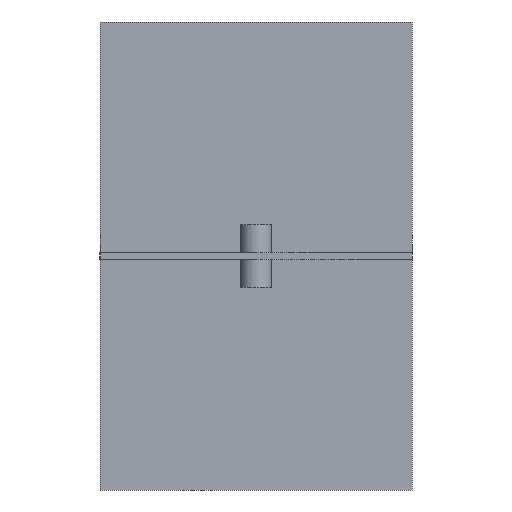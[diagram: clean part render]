
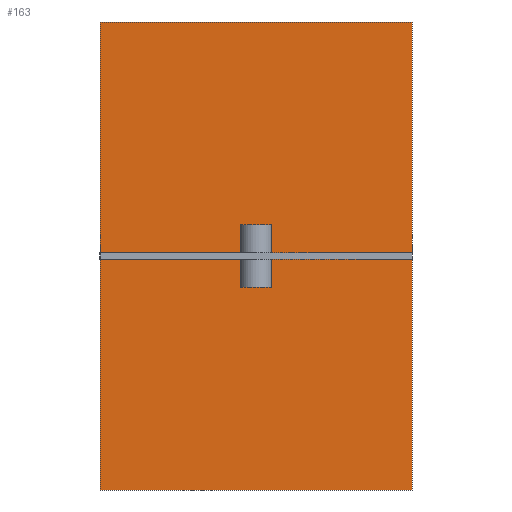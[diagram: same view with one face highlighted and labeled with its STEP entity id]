
A CAD part, front view. The second image highlights one B-rep face of the part: STEP entity #163.
In plain terms, the highlighted planar face has unit normal (0, -1, 0).
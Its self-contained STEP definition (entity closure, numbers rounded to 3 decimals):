
#47 = EDGE_CURVE('',#48,#50,#52,.T.);
#48 = VERTEX_POINT('',#49);
#49 = CARTESIAN_POINT('',(0.5,-0.5,-0.75));
#50 = VERTEX_POINT('',#51);
#51 = CARTESIAN_POINT('',(0.5,-0.5,0.75));
#52 = SURFACE_CURVE('',#53,(#57,#69),.PCURVE_S1.);
#53 = LINE('',#54,#55);
#54 = CARTESIAN_POINT('',(0.5,-0.5,-0.75));
#55 = VECTOR('',#56,1.);
#56 = DIRECTION('',(0.,0.,1.));
#57 = PCURVE('',#58,#63);
#58 = PLANE('',#59);
#59 = AXIS2_PLACEMENT_3D('',#60,#61,#62);
#60 = CARTESIAN_POINT('',(0.5,-0.5,-0.75));
#61 = DIRECTION('',(1.,0.,0.));
#62 = DIRECTION('',(0.,0.,1.));
#63 = DEFINITIONAL_REPRESENTATION('',(#64),#68);
#64 = LINE('',#65,#66);
#65 = CARTESIAN_POINT('',(0.,0.));
#66 = VECTOR('',#67,1.);
#67 = DIRECTION('',(1.,0.));
#68 = ( GEOMETRIC_REPRESENTATION_CONTEXT(2) 
PARAMETRIC_REPRESENTATION_CONTEXT() REPRESENTATION_CONTEXT('2D SPACE',''
  ) );
#69 = PCURVE('',#70,#75);
#70 = PLANE('',#71);
#71 = AXIS2_PLACEMENT_3D('',#72,#73,#74);
#72 = CARTESIAN_POINT('',(-0.5,-0.5,-0.75));
#73 = DIRECTION('',(0.,1.,0.));
#74 = DIRECTION('',(0.,0.,1.));
#75 = DEFINITIONAL_REPRESENTATION('',(#76),#80);
#76 = LINE('',#77,#78);
#77 = CARTESIAN_POINT('',(0.,1.));
#78 = VECTOR('',#79,1.);
#79 = DIRECTION('',(1.,0.));
#80 = ( GEOMETRIC_REPRESENTATION_CONTEXT(2) 
PARAMETRIC_REPRESENTATION_CONTEXT() REPRESENTATION_CONTEXT('2D SPACE',''
  ) );
#98 = PLANE('',#99);
#99 = AXIS2_PLACEMENT_3D('',#100,#101,#102);
#100 = CARTESIAN_POINT('',(-0.5,-0.5,-0.75));
#101 = DIRECTION('',(0.,0.,1.));
#102 = DIRECTION('',(1.,0.,0.));
#152 = PLANE('',#153);
#153 = AXIS2_PLACEMENT_3D('',#154,#155,#156);
#154 = CARTESIAN_POINT('',(-0.5,-0.5,0.75));
#155 = DIRECTION('',(0.,0.,1.));
#156 = DIRECTION('',(1.,0.,0.));
#163 = ADVANCED_FACE('',(#164),#70,.F.);
#164 = FACE_BOUND('',#165,.F.);
#165 = EDGE_LOOP('',(#166,#189,#217,#238));
#166 = ORIENTED_EDGE('',*,*,#167,.F.);
#167 = EDGE_CURVE('',#168,#48,#170,.T.);
#168 = VERTEX_POINT('',#169);
#169 = CARTESIAN_POINT('',(-0.5,-0.5,-0.75));
#170 = SURFACE_CURVE('',#171,(#175,#182),.PCURVE_S1.);
#171 = LINE('',#172,#173);
#172 = CARTESIAN_POINT('',(-0.5,-0.5,-0.75));
#173 = VECTOR('',#174,1.);
#174 = DIRECTION('',(1.,0.,0.));
#175 = PCURVE('',#70,#176);
#176 = DEFINITIONAL_REPRESENTATION('',(#177),#181);
#177 = LINE('',#178,#179);
#178 = CARTESIAN_POINT('',(0.,0.));
#179 = VECTOR('',#180,1.);
#180 = DIRECTION('',(0.,1.));
#181 = ( GEOMETRIC_REPRESENTATION_CONTEXT(2) 
PARAMETRIC_REPRESENTATION_CONTEXT() REPRESENTATION_CONTEXT('2D SPACE',''
  ) );
#182 = PCURVE('',#98,#183);
#183 = DEFINITIONAL_REPRESENTATION('',(#184),#188);
#184 = LINE('',#185,#186);
#185 = CARTESIAN_POINT('',(0.,0.));
#186 = VECTOR('',#187,1.);
#187 = DIRECTION('',(1.,0.));
#188 = ( GEOMETRIC_REPRESENTATION_CONTEXT(2) 
PARAMETRIC_REPRESENTATION_CONTEXT() REPRESENTATION_CONTEXT('2D SPACE',''
  ) );
#189 = ORIENTED_EDGE('',*,*,#190,.T.);
#190 = EDGE_CURVE('',#168,#191,#193,.T.);
#191 = VERTEX_POINT('',#192);
#192 = CARTESIAN_POINT('',(-0.5,-0.5,0.75));
#193 = SURFACE_CURVE('',#194,(#198,#205),.PCURVE_S1.);
#194 = LINE('',#195,#196);
#195 = CARTESIAN_POINT('',(-0.5,-0.5,-0.75));
#196 = VECTOR('',#197,1.);
#197 = DIRECTION('',(0.,0.,1.));
#198 = PCURVE('',#70,#199);
#199 = DEFINITIONAL_REPRESENTATION('',(#200),#204);
#200 = LINE('',#201,#202);
#201 = CARTESIAN_POINT('',(0.,0.));
#202 = VECTOR('',#203,1.);
#203 = DIRECTION('',(1.,0.));
#204 = ( GEOMETRIC_REPRESENTATION_CONTEXT(2) 
PARAMETRIC_REPRESENTATION_CONTEXT() REPRESENTATION_CONTEXT('2D SPACE',''
  ) );
#205 = PCURVE('',#206,#211);
#206 = PLANE('',#207);
#207 = AXIS2_PLACEMENT_3D('',#208,#209,#210);
#208 = CARTESIAN_POINT('',(-0.5,-0.5,-0.75));
#209 = DIRECTION('',(1.,0.,0.));
#210 = DIRECTION('',(0.,0.,1.));
#211 = DEFINITIONAL_REPRESENTATION('',(#212),#216);
#212 = LINE('',#213,#214);
#213 = CARTESIAN_POINT('',(0.,0.));
#214 = VECTOR('',#215,1.);
#215 = DIRECTION('',(1.,0.));
#216 = ( GEOMETRIC_REPRESENTATION_CONTEXT(2) 
PARAMETRIC_REPRESENTATION_CONTEXT() REPRESENTATION_CONTEXT('2D SPACE',''
  ) );
#217 = ORIENTED_EDGE('',*,*,#218,.T.);
#218 = EDGE_CURVE('',#191,#50,#219,.T.);
#219 = SURFACE_CURVE('',#220,(#224,#231),.PCURVE_S1.);
#220 = LINE('',#221,#222);
#221 = CARTESIAN_POINT('',(-0.5,-0.5,0.75));
#222 = VECTOR('',#223,1.);
#223 = DIRECTION('',(1.,0.,0.));
#224 = PCURVE('',#70,#225);
#225 = DEFINITIONAL_REPRESENTATION('',(#226),#230);
#226 = LINE('',#227,#228);
#227 = CARTESIAN_POINT('',(1.5,0.));
#228 = VECTOR('',#229,1.);
#229 = DIRECTION('',(0.,1.));
#230 = ( GEOMETRIC_REPRESENTATION_CONTEXT(2) 
PARAMETRIC_REPRESENTATION_CONTEXT() REPRESENTATION_CONTEXT('2D SPACE',''
  ) );
#231 = PCURVE('',#152,#232);
#232 = DEFINITIONAL_REPRESENTATION('',(#233),#237);
#233 = LINE('',#234,#235);
#234 = CARTESIAN_POINT('',(0.,0.));
#235 = VECTOR('',#236,1.);
#236 = DIRECTION('',(1.,0.));
#237 = ( GEOMETRIC_REPRESENTATION_CONTEXT(2) 
PARAMETRIC_REPRESENTATION_CONTEXT() REPRESENTATION_CONTEXT('2D SPACE',''
  ) );
#238 = ORIENTED_EDGE('',*,*,#47,.F.);
